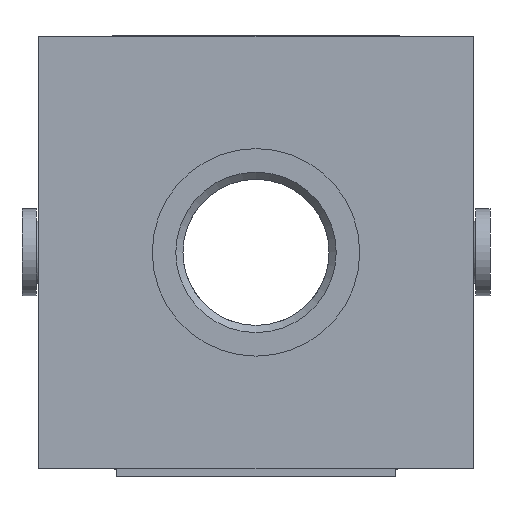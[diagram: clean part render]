
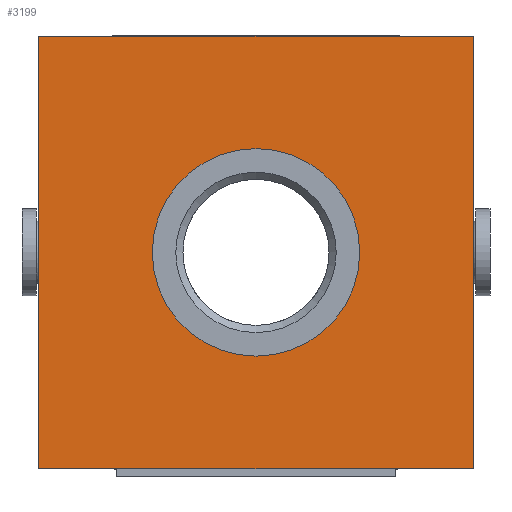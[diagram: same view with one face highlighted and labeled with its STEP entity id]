
A CAD part, front view. The second image highlights one B-rep face of the part: STEP entity #3199.
In plain terms, the highlighted planar face has unit normal (0, -1, 0).
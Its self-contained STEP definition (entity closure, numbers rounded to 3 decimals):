
#122=LINE('',#4883,#410);
#154=LINE('',#4967,#442);
#172=LINE('',#5013,#460);
#173=LINE('',#5017,#461);
#410=VECTOR('',#3804,1000.);
#442=VECTOR('',#3874,1000.);
#460=VECTOR('',#3904,1000.);
#461=VECTOR('',#3909,1000.);
#687=PLANE('',#3451);
#906=ORIENTED_EDGE('',*,*,#1747,.F.);
#907=ORIENTED_EDGE('',*,*,#1681,.F.);
#908=ORIENTED_EDGE('',*,*,#1746,.F.);
#909=ORIENTED_EDGE('',*,*,#1748,.T.);
#910=ORIENTED_EDGE('',*,*,#1723,.T.);
#1681=EDGE_CURVE('',#2106,#2095,#122,.T.);
#1723=EDGE_CURVE('',#2140,#2095,#154,.T.);
#1746=EDGE_CURVE('',#2161,#2106,#172,.T.);
#1747=EDGE_CURVE('',#2162,#2162,#2424,.T.);
#1748=EDGE_CURVE('',#2161,#2140,#173,.T.);
#2095=VERTEX_POINT('',#4860);
#2106=VERTEX_POINT('',#4882);
#2140=VERTEX_POINT('',#4968);
#2161=VERTEX_POINT('',#5012);
#2162=VERTEX_POINT('',#5016);
#2424=CIRCLE('',#3452,21.5);
#2569=EDGE_LOOP('',(#906));
#2570=EDGE_LOOP('',(#907,#908,#909,#910));
#2861=FACE_BOUND('',#2569,.T.);
#2862=FACE_BOUND('',#2570,.T.);
#3199=ADVANCED_FACE('',(#2861,#2862),#687,.F.);
#3451=AXIS2_PLACEMENT_3D('',#5014,#3905,#3906);
#3452=AXIS2_PLACEMENT_3D('',#5015,#3907,#3908);
#3804=DIRECTION('',(-1.,0.,0.));
#3874=DIRECTION('',(0.,0.,-1.));
#3904=DIRECTION('',(0.,0.,-1.));
#3905=DIRECTION('',(0.,1.,0.));
#3906=DIRECTION('',(0.,0.,1.));
#3907=DIRECTION('',(0.,-1.,0.));
#3908=DIRECTION('',(0.,0.,-1.));
#3909=DIRECTION('',(-1.,0.,0.));
#4860=CARTESIAN_POINT('',(-45.,-58.,-44.8));
#4882=CARTESIAN_POINT('',(45.,-58.,-44.8));
#4883=CARTESIAN_POINT('',(47.,-58.,-44.8));
#4967=CARTESIAN_POINT('',(-45.,-58.,47.));
#4968=CARTESIAN_POINT('',(-45.,-58.,44.8));
#5012=CARTESIAN_POINT('',(45.,-58.,44.8));
#5013=CARTESIAN_POINT('',(45.,-58.,47.));
#5014=CARTESIAN_POINT('',(-45.,-58.,47.));
#5015=CARTESIAN_POINT('',(0.,-58.,0.));
#5016=CARTESIAN_POINT('',(0.,-58.,-21.5));
#5017=CARTESIAN_POINT('',(47.,-58.,44.8));
